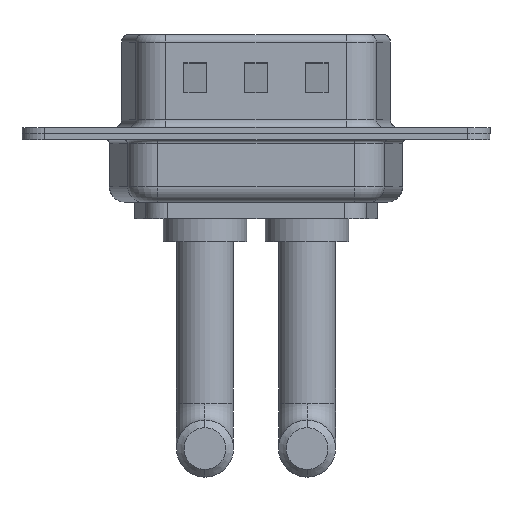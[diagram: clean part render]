
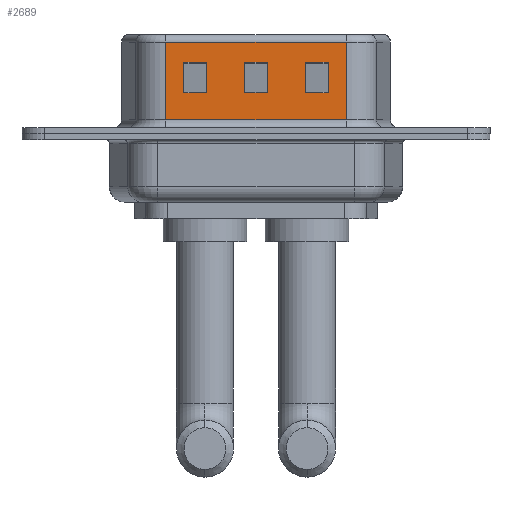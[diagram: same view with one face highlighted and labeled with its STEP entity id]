
A CAD part, front view. The second image highlights one B-rep face of the part: STEP entity #2689.
In plain terms, the highlighted planar face has unit normal (0, -1, 0).
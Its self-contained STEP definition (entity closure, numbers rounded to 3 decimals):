
#75 = ORIENTED_EDGE ( 'NONE', *, *, #1537, .T. ) ;
#86 = VECTOR ( 'NONE', #11586, 1000. ) ;
#253 = DIRECTION ( 'NONE',  ( -1., 0., 0. ) ) ;
#370 = EDGE_CURVE ( 'NONE', #6343, #5218, #11192, .T. ) ;
#528 = DIRECTION ( 'NONE',  ( 0., 1., 0. ) ) ;
#557 = VECTOR ( 'NONE', #1993, 1000. ) ;
#561 = CARTESIAN_POINT ( 'NONE',  ( 22.451, -4.55, 4.705 ) ) ;
#598 = ORIENTED_EDGE ( 'NONE', *, *, #11093, .T. ) ;
#622 = CARTESIAN_POINT ( 'NONE',  ( 11.75, -4.55, 4.705 ) ) ;
#660 = CARTESIAN_POINT ( 'NONE',  ( 9.25, -4.55, 2.705 ) ) ;
#722 = VECTOR ( 'NONE', #1447, 1000. ) ;
#1088 = CARTESIAN_POINT ( 'NONE',  ( 18.451, -4.55, 4.705 ) ) ;
#1216 = DIRECTION ( 'NONE',  ( 0., 0., -1. ) ) ;
#1272 = ORIENTED_EDGE ( 'NONE', *, *, #3126, .T. ) ;
#1298 = VERTEX_POINT ( 'NONE', #4835 ) ;
#1447 = DIRECTION ( 'NONE',  ( 1., 0., 0. ) ) ;
#1517 = ORIENTED_EDGE ( 'NONE', *, *, #3007, .T. ) ;
#1537 = EDGE_CURVE ( 'NONE', #10946, #10749, #1879, .T. ) ;
#1612 = EDGE_LOOP ( 'NONE', ( #7317, #5483, #9248, #1272 ) ) ;
#1649 = ORIENTED_EDGE ( 'NONE', *, *, #5941, .T. ) ;
#1759 = DIRECTION ( 'NONE',  ( 0., 0., -1. ) ) ;
#1864 = DIRECTION ( 'NONE',  ( 0., 0., 1. ) ) ;
#1879 = LINE ( 'NONE', #11857, #7265 ) ;
#1993 = DIRECTION ( 'NONE',  ( -1., 0., 0. ) ) ;
#2026 = AXIS2_PLACEMENT_3D ( 'NONE', #4166, #528, #3500 ) ;
#2089 = LINE ( 'NONE', #10383, #10636 ) ;
#2348 = DIRECTION ( 'NONE',  ( 1., 0., 0. ) ) ;
#2364 = VERTEX_POINT ( 'NONE', #7197 ) ;
#2400 = LINE ( 'NONE', #561, #722 ) ;
#2580 = LINE ( 'NONE', #3479, #9346 ) ;
#2594 = ORIENTED_EDGE ( 'NONE', *, *, #6057, .T. ) ;
#2689 = ADVANCED_FACE ( 'NONE', ( #11521, #7913, #7127, #7007 ), #5313, .F. ) ;
#3007 = EDGE_CURVE ( 'NONE', #10749, #2364, #8567, .T. ) ;
#3077 = VERTEX_POINT ( 'NONE', #7717 ) ;
#3086 = CARTESIAN_POINT ( 'NONE',  ( 22.451, -4.55, 2.705 ) ) ;
#3126 = EDGE_CURVE ( 'NONE', #4212, #7472, #8016, .T. ) ;
#3147 = ORIENTED_EDGE ( 'NONE', *, *, #3433, .T. ) ;
#3433 = EDGE_CURVE ( 'NONE', #9545, #7658, #8624, .T. ) ;
#3479 = CARTESIAN_POINT ( 'NONE',  ( 7.75, -4.55, 6.52 ) ) ;
#3500 = DIRECTION ( 'NONE',  ( -1., 0., 0. ) ) ;
#3510 = CARTESIAN_POINT ( 'NONE',  ( 13.25, -4.55, 4.705 ) ) ;
#3512 = DIRECTION ( 'NONE',  ( 1., 0., 0. ) ) ;
#3578 = EDGE_CURVE ( 'NONE', #5084, #10946, #2400, .T. ) ;
#3669 = EDGE_LOOP ( 'NONE', ( #3147, #1649, #2594, #8439 ) ) ;
#3693 = LINE ( 'NONE', #8236, #5518 ) ;
#3755 = VECTOR ( 'NONE', #11319, 1000. ) ;
#3791 = EDGE_CURVE ( 'NONE', #5404, #10405, #2580, .T. ) ;
#3795 = CARTESIAN_POINT ( 'NONE',  ( 14.451, -4.55, 2.705 ) ) ;
#3832 = ORIENTED_EDGE ( 'NONE', *, *, #3578, .T. ) ;
#3844 = DIRECTION ( 'NONE',  ( 0., 0., -1. ) ) ;
#4009 = CARTESIAN_POINT ( 'NONE',  ( 18.451, -4.55, 6.02 ) ) ;
#4166 = CARTESIAN_POINT ( 'NONE',  ( 18.451, -4.55, 6.52 ) ) ;
#4186 = VERTEX_POINT ( 'NONE', #4632 ) ;
#4212 = VERTEX_POINT ( 'NONE', #6572 ) ;
#4414 = ORIENTED_EDGE ( 'NONE', *, *, #10579, .T. ) ;
#4632 = CARTESIAN_POINT ( 'NONE',  ( 13.25, -4.55, 2.705 ) ) ;
#4639 = CARTESIAN_POINT ( 'NONE',  ( 17.25, -4.55, 2.705 ) ) ;
#4787 = LINE ( 'NONE', #4964, #11272 ) ;
#4835 = CARTESIAN_POINT ( 'NONE',  ( 11.75, -4.55, 2.705 ) ) ;
#4964 = CARTESIAN_POINT ( 'NONE',  ( 18.451, -4.55, 6.02 ) ) ;
#5019 = CARTESIAN_POINT ( 'NONE',  ( 7.75, -4.55, 4.705 ) ) ;
#5084 = VERTEX_POINT ( 'NONE', #5586 ) ;
#5110 = VECTOR ( 'NONE', #2348, 1000. ) ;
#5140 = VECTOR ( 'NONE', #11577, 1000. ) ;
#5218 = VERTEX_POINT ( 'NONE', #660 ) ;
#5313 = PLANE ( 'NONE',  #2026 ) ;
#5404 = VERTEX_POINT ( 'NONE', #6245 ) ;
#5483 = ORIENTED_EDGE ( 'NONE', *, *, #9686, .T. ) ;
#5518 = VECTOR ( 'NONE', #11889, 1000. ) ;
#5553 = VECTOR ( 'NONE', #3844, 1000. ) ;
#5586 = CARTESIAN_POINT ( 'NONE',  ( 15.75, -4.55, 4.705 ) ) ;
#5747 = CARTESIAN_POINT ( 'NONE',  ( 11.75, -4.55, 6.52 ) ) ;
#5788 = LINE ( 'NONE', #9449, #7645 ) ;
#5875 = VECTOR ( 'NONE', #253, 1000. ) ;
#5941 = EDGE_CURVE ( 'NONE', #7658, #4186, #5788, .T. ) ;
#6057 = EDGE_CURVE ( 'NONE', #4186, #1298, #3693, .T. ) ;
#6245 = CARTESIAN_POINT ( 'NONE',  ( 7.75, -4.55, 2.705 ) ) ;
#6343 = VERTEX_POINT ( 'NONE', #6901 ) ;
#6369 = EDGE_CURVE ( 'NONE', #2364, #5084, #7863, .T. ) ;
#6572 = CARTESIAN_POINT ( 'NONE',  ( 6.549, -4.55, 0.9 ) ) ;
#6711 = ORIENTED_EDGE ( 'NONE', *, *, #3791, .T. ) ;
#6836 = CARTESIAN_POINT ( 'NONE',  ( 18.451, -4.55, 0.9 ) ) ;
#6901 = CARTESIAN_POINT ( 'NONE',  ( 9.25, -4.55, 4.705 ) ) ;
#6910 = LINE ( 'NONE', #8842, #86 ) ;
#7007 = FACE_OUTER_BOUND ( 'NONE', #1612, .T. ) ;
#7127 = FACE_BOUND ( 'NONE', #3669, .T. ) ;
#7197 = CARTESIAN_POINT ( 'NONE',  ( 15.75, -4.55, 2.705 ) ) ;
#7265 = VECTOR ( 'NONE', #1759, 1000. ) ;
#7317 = ORIENTED_EDGE ( 'NONE', *, *, #11722, .F. ) ;
#7334 = EDGE_CURVE ( 'NONE', #3077, #4212, #2089, .T. ) ;
#7472 = VERTEX_POINT ( 'NONE', #6836 ) ;
#7504 = DIRECTION ( 'NONE',  ( 0., 0., -1. ) ) ;
#7587 = CARTESIAN_POINT ( 'NONE',  ( 9.25, -4.55, 6.52 ) ) ;
#7645 = VECTOR ( 'NONE', #1216, 1000. ) ;
#7658 = VERTEX_POINT ( 'NONE', #3510 ) ;
#7717 = CARTESIAN_POINT ( 'NONE',  ( 6.549, -4.55, 6.02 ) ) ;
#7863 = LINE ( 'NONE', #11526, #5140 ) ;
#7913 = FACE_BOUND ( 'NONE', #10269, .T. ) ;
#7978 = LINE ( 'NONE', #8223, #8805 ) ;
#8016 = LINE ( 'NONE', #9814, #5110 ) ;
#8053 = VERTEX_POINT ( 'NONE', #4009 ) ;
#8223 = CARTESIAN_POINT ( 'NONE',  ( 14.451, -4.55, 4.705 ) ) ;
#8236 = CARTESIAN_POINT ( 'NONE',  ( 18.451, -4.55, 2.705 ) ) ;
#8439 = ORIENTED_EDGE ( 'NONE', *, *, #10755, .T. ) ;
#8461 = LINE ( 'NONE', #5747, #11855 ) ;
#8567 = LINE ( 'NONE', #3086, #5875 ) ;
#8624 = LINE ( 'NONE', #1088, #3755 ) ;
#8805 = VECTOR ( 'NONE', #3512, 1000. ) ;
#8842 = CARTESIAN_POINT ( 'NONE',  ( 18.451, -4.55, 6.52 ) ) ;
#9248 = ORIENTED_EDGE ( 'NONE', *, *, #7334, .T. ) ;
#9346 = VECTOR ( 'NONE', #1864, 1000. ) ;
#9410 = DIRECTION ( 'NONE',  ( 0., 0., 1. ) ) ;
#9449 = CARTESIAN_POINT ( 'NONE',  ( 13.25, -4.55, 6.52 ) ) ;
#9545 = VERTEX_POINT ( 'NONE', #622 ) ;
#9676 = ORIENTED_EDGE ( 'NONE', *, *, #6369, .T. ) ;
#9686 = EDGE_CURVE ( 'NONE', #8053, #3077, #4787, .T. ) ;
#9814 = CARTESIAN_POINT ( 'NONE',  ( 18.451, -4.55, 0.9 ) ) ;
#9952 = EDGE_LOOP ( 'NONE', ( #11082, #598, #6711, #4414 ) ) ;
#10110 = LINE ( 'NONE', #3795, #557 ) ;
#10194 = DIRECTION ( 'NONE',  ( -1., 0., 0. ) ) ;
#10269 = EDGE_LOOP ( 'NONE', ( #75, #1517, #9676, #3832 ) ) ;
#10383 = CARTESIAN_POINT ( 'NONE',  ( 6.549, -4.55, 6.52 ) ) ;
#10405 = VERTEX_POINT ( 'NONE', #5019 ) ;
#10579 = EDGE_CURVE ( 'NONE', #10405, #6343, #7978, .T. ) ;
#10636 = VECTOR ( 'NONE', #7504, 1000. ) ;
#10749 = VERTEX_POINT ( 'NONE', #4639 ) ;
#10755 = EDGE_CURVE ( 'NONE', #1298, #9545, #8461, .T. ) ;
#10904 = CARTESIAN_POINT ( 'NONE',  ( 17.25, -4.55, 4.705 ) ) ;
#10946 = VERTEX_POINT ( 'NONE', #10904 ) ;
#11082 = ORIENTED_EDGE ( 'NONE', *, *, #370, .T. ) ;
#11093 = EDGE_CURVE ( 'NONE', #5218, #5404, #10110, .T. ) ;
#11192 = LINE ( 'NONE', #7587, #5553 ) ;
#11272 = VECTOR ( 'NONE', #10194, 1000. ) ;
#11319 = DIRECTION ( 'NONE',  ( 1., 0., 0. ) ) ;
#11521 = FACE_BOUND ( 'NONE', #9952, .T. ) ;
#11526 = CARTESIAN_POINT ( 'NONE',  ( 15.75, -4.55, 6.52 ) ) ;
#11577 = DIRECTION ( 'NONE',  ( 0., 0., 1. ) ) ;
#11586 = DIRECTION ( 'NONE',  ( 0., 0., -1. ) ) ;
#11722 = EDGE_CURVE ( 'NONE', #8053, #7472, #6910, .T. ) ;
#11855 = VECTOR ( 'NONE', #9410, 1000. ) ;
#11857 = CARTESIAN_POINT ( 'NONE',  ( 17.25, -4.55, 6.52 ) ) ;
#11889 = DIRECTION ( 'NONE',  ( -1., 0., 0. ) ) ;
